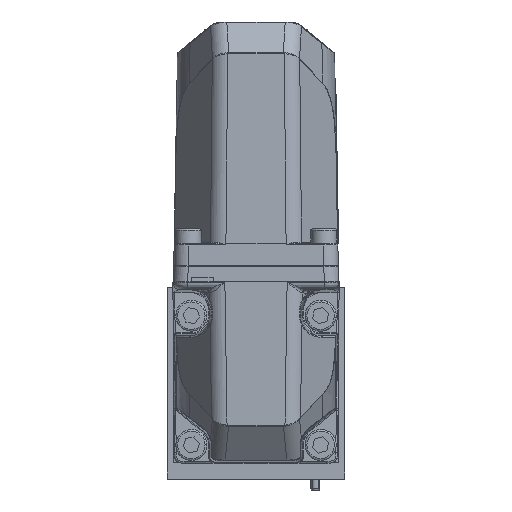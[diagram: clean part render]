
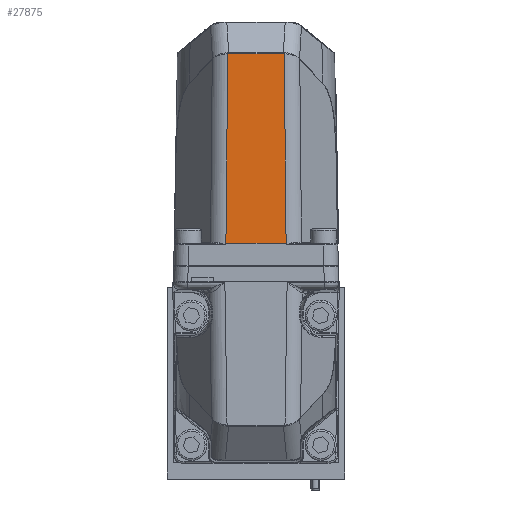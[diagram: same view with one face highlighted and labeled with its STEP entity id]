
A CAD part, left-side view. The second image highlights one B-rep face of the part: STEP entity #27875.
In plain terms, the highlighted planar face has unit normal (-1, 0, 0.018).
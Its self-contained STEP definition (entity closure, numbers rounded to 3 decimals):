
#18820=ELLIPSE('',#76062,7.486,4.5);
#18821=ELLIPSE('',#76063,7.486,4.5);
#19095=LINE('',#90643,#22787);
#19192=LINE('',#91178,#22884);
#19193=LINE('',#91182,#22885);
#19194=LINE('',#91186,#22886);
#22787=VECTOR('',#79482,1.);
#22884=VECTOR('',#79721,1.);
#22885=VECTOR('',#79724,1.);
#22886=VECTOR('',#79727,1.);
#27875=ADVANCED_FACE('',(#33547),#31535,.T.);
#31535=PLANE('',#76064);
#33547=FACE_OUTER_BOUND('',#36997,.T.);
#36997=EDGE_LOOP('',(#41425,#41426,#41427,#41428,#41429,#41430));
#41425=ORIENTED_EDGE('',*,*,#66197,.T.);
#41426=ORIENTED_EDGE('',*,*,#66198,.T.);
#41427=ORIENTED_EDGE('',*,*,#66199,.T.);
#41428=ORIENTED_EDGE('',*,*,#66200,.T.);
#41429=ORIENTED_EDGE('',*,*,#66201,.T.);
#41430=ORIENTED_EDGE('',*,*,#66043,.F.);
#59897=VERTEX_POINT('',#90642);
#59898=VERTEX_POINT('',#90644);
#60029=VERTEX_POINT('',#91179);
#60030=VERTEX_POINT('',#91181);
#60031=VERTEX_POINT('',#91183);
#60032=VERTEX_POINT('',#91185);
#66043=EDGE_CURVE('',#59897,#59898,#19095,.T.);
#66197=EDGE_CURVE('',#59897,#60029,#19192,.T.);
#66198=EDGE_CURVE('',#60029,#60030,#18820,.T.);
#66199=EDGE_CURVE('',#60030,#60031,#19193,.T.);
#66200=EDGE_CURVE('',#60031,#60032,#18821,.T.);
#66201=EDGE_CURVE('',#60032,#59898,#19194,.T.);
#76062=AXIS2_PLACEMENT_3D('',#91180,#79722,#79723);
#76063=AXIS2_PLACEMENT_3D('',#91184,#79725,#79726);
#76064=AXIS2_PLACEMENT_3D('',#91187,#79728,#79729);
#79482=DIRECTION('',(0.,1.,0.));
#79721=DIRECTION('',(0.017,0.01,1.));
#79722=DIRECTION('',(-1.,0.,0.017));
#79723=DIRECTION('',(0.017,-0.061,0.998));
#79724=DIRECTION('',(0.,1.,0.));
#79725=DIRECTION('',(-1.,0.,0.017));
#79726=DIRECTION('',(-0.017,-0.061,-0.998));
#79727=DIRECTION('',(-0.017,0.01,-1.));
#79728=DIRECTION('',(-1.,0.,0.017));
#79729=DIRECTION('',(-0.017,0.,-1.));
#90642=CARTESIAN_POINT('',(-153.59,-8.23,37.5));
#90643=CARTESIAN_POINT('',(-153.59,0.,37.5));
#90644=CARTESIAN_POINT('',(-153.59,8.23,37.5));
#91178=CARTESIAN_POINT('',(-152.683,-7.732,89.474));
#91179=CARTESIAN_POINT('',(-152.686,-7.733,89.32));
#91180=CARTESIAN_POINT('',(-152.816,-7.184,81.856));
#91181=CARTESIAN_POINT('',(-152.685,-7.475,89.333));
#91182=CARTESIAN_POINT('',(-152.685,0.,89.333));
#91183=CARTESIAN_POINT('',(-152.685,7.475,89.333));
#91184=CARTESIAN_POINT('',(-152.816,7.184,81.856));
#91185=CARTESIAN_POINT('',(-152.686,7.733,89.32));
#91186=CARTESIAN_POINT('',(-153.699,8.289,31.279));
#91187=CARTESIAN_POINT('',(-153.7,0.,31.2));
